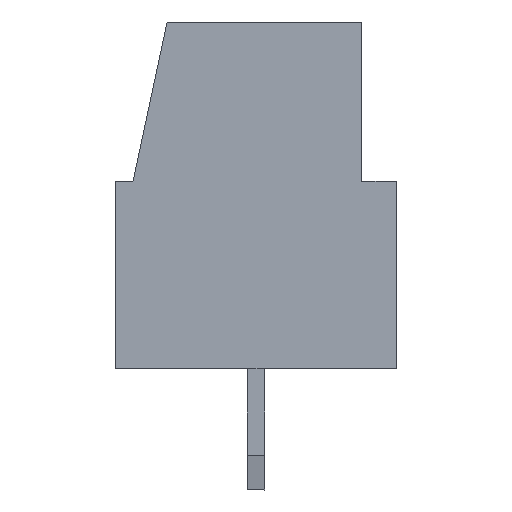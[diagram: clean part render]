
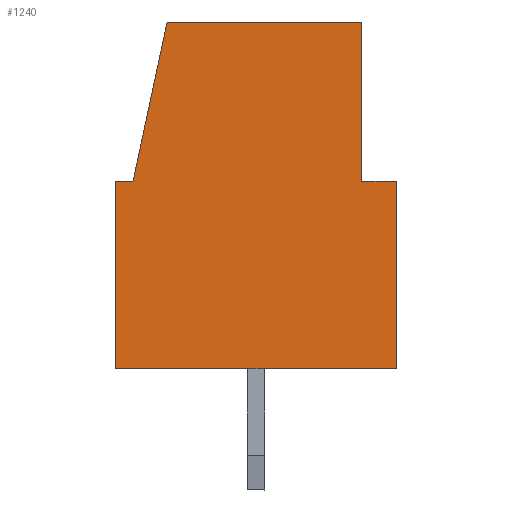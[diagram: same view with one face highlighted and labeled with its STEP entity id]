
A CAD part, front view. The second image highlights one B-rep face of the part: STEP entity #1240.
In plain terms, the highlighted planar face has unit normal (0, -1, 0).
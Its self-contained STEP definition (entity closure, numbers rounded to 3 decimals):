
#1172 = VERTEX_POINT('',#1173);
#1173 = CARTESIAN_POINT('',(-4.05,-5.05,
    0.));
#1179 = EDGE_CURVE('',#1172,#1180,#1182,.T.);
#1180 = VERTEX_POINT('',#1181);
#1181 = CARTESIAN_POINT('',(-4.05,-5.05,
    5.4));
#1182 = LINE('',#1183,#1184);
#1183 = CARTESIAN_POINT('',(-4.05,-5.05,
    17.989));
#1184 = VECTOR('',#1185,1.);
#1185 = DIRECTION('',(0.,0.,1.));
#1240 = ADVANCED_FACE('',(#1241),#1298,.T.);
#1241 = FACE_BOUND('',#1242,.T.);
#1242 = EDGE_LOOP('',(#1243,#1251,#1259,#1267,#1275,#1283,#1291,#1297));
#1243 = ORIENTED_EDGE('',*,*,#1244,.F.);
#1244 = EDGE_CURVE('',#1245,#1172,#1247,.T.);
#1245 = VERTEX_POINT('',#1246);
#1246 = CARTESIAN_POINT('',(4.05,-5.05,
    0.));
#1247 = LINE('',#1248,#1249);
#1248 = CARTESIAN_POINT('',(1.482,-5.05,
    0.));
#1249 = VECTOR('',#1250,1.);
#1250 = DIRECTION('',(-1.,0.,0.));
#1251 = ORIENTED_EDGE('',*,*,#1252,.T.);
#1252 = EDGE_CURVE('',#1245,#1253,#1255,.T.);
#1253 = VERTEX_POINT('',#1254);
#1254 = CARTESIAN_POINT('',(4.05,-5.05,
    5.4));
#1255 = LINE('',#1256,#1257);
#1256 = CARTESIAN_POINT('',(4.05,-5.05,
    17.989));
#1257 = VECTOR('',#1258,1.);
#1258 = DIRECTION('',(0.,0.,1.));
#1259 = ORIENTED_EDGE('',*,*,#1260,.T.);
#1260 = EDGE_CURVE('',#1253,#1261,#1263,.T.);
#1261 = VERTEX_POINT('',#1262);
#1262 = CARTESIAN_POINT('',(3.05,-5.05,
    5.4));
#1263 = LINE('',#1264,#1265);
#1264 = CARTESIAN_POINT('',(1.482,-5.05,
    5.4));
#1265 = VECTOR('',#1266,1.);
#1266 = DIRECTION('',(-1.,0.,0.));
#1267 = ORIENTED_EDGE('',*,*,#1268,.T.);
#1268 = EDGE_CURVE('',#1261,#1269,#1271,.T.);
#1269 = VERTEX_POINT('',#1270);
#1270 = CARTESIAN_POINT('',(3.05,-5.05,
    10.));
#1271 = LINE('',#1272,#1273);
#1272 = CARTESIAN_POINT('',(3.05,-5.05,
    17.989));
#1273 = VECTOR('',#1274,1.);
#1274 = DIRECTION('',(0.,0.,1.));
#1275 = ORIENTED_EDGE('',*,*,#1276,.T.);
#1276 = EDGE_CURVE('',#1269,#1277,#1279,.T.);
#1277 = VERTEX_POINT('',#1278);
#1278 = CARTESIAN_POINT('',(-2.565,-5.05,
    10.));
#1279 = LINE('',#1280,#1281);
#1280 = CARTESIAN_POINT('',(1.482,-5.05,
    10.));
#1281 = VECTOR('',#1282,1.);
#1282 = DIRECTION('',(-1.,0.,0.));
#1283 = ORIENTED_EDGE('',*,*,#1284,.T.);
#1284 = EDGE_CURVE('',#1277,#1285,#1287,.T.);
#1285 = VERTEX_POINT('',#1286);
#1286 = CARTESIAN_POINT('',(-3.55,-5.05,
    5.4));
#1287 = LINE('',#1288,#1289);
#1288 = CARTESIAN_POINT('',(-0.753,-5.05,
    18.467));
#1289 = VECTOR('',#1290,1.);
#1290 = DIRECTION('',(-0.209,0.,-0.978
    ));
#1291 = ORIENTED_EDGE('',*,*,#1292,.T.);
#1292 = EDGE_CURVE('',#1285,#1180,#1293,.T.);
#1293 = LINE('',#1294,#1295);
#1294 = CARTESIAN_POINT('',(1.482,-5.05,
    5.4));
#1295 = VECTOR('',#1296,1.);
#1296 = DIRECTION('',(-1.,0.,0.));
#1297 = ORIENTED_EDGE('',*,*,#1179,.F.);
#1298 = PLANE('',#1299);
#1299 = AXIS2_PLACEMENT_3D('',#1300,#1301,#1302);
#1300 = CARTESIAN_POINT('',(1.482,-5.05,
    17.989));
#1301 = DIRECTION('',(0.,-1.,0.));
#1302 = DIRECTION('',(0.,0.,1.));
